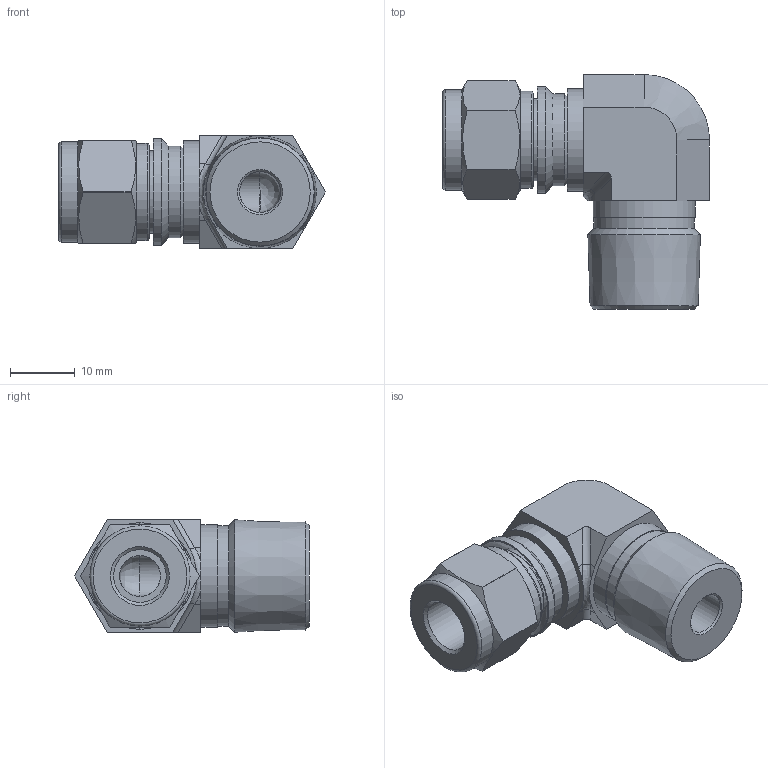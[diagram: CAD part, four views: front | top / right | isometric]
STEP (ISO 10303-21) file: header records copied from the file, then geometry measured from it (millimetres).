
FILE_DESCRIPTION(/* description */ (''),/* implementation_level */ '2;1');
FILE_NAME(/* name */ 'SMEI-5-6N.stp',/* time_stamp */ '2022-05-16T16:21:59+09:00',/* author */ ('user'),/* organization */ (''),/* preprocessor_version */ 'ST-DEVELOPER v18.1',/* originating_system */ 'Autodesk Inventor 2022',/* authorisation */ '');
FILE_SCHEMA (('AUTOMOTIVE_DESIGN { 1 0 10303 214 3 1 1 }'));
Length unit declared in the file: millimetre
Products named in the file (1): SME-5-6N
Bounding box: 41.27 x 36.3 x 17.5 mm (x, y, z)
Volume: 10424.5 mm3; surface area: 5358.2 mm2
Topology: 1 solids, 1 shells, 74 faces, 169 edges, 105 vertices
Faces by surface type: plane 29, cylinder 26, cone 14, bspline 3, torus 2
Full cylindrical faces by diameter (mm): 6.35 x1, 6.351 x1, 6.352 x1, 8.14 x1, 11 x1, 11.4 x1, 12.7 x1, 14.2 x1, 15 x1, 15.5 x2, 15.8 x1, 15.801 x1, 16.5 x1
Entity records: 2317 total; most frequent: CARTESIAN_POINT 610, DIRECTION 364, ORIENTED_EDGE 334, EDGE_CURVE 167, AXIS2_PLACEMENT_3D 144, VERTEX_POINT 105, EDGE_LOOP 86, LINE 76
